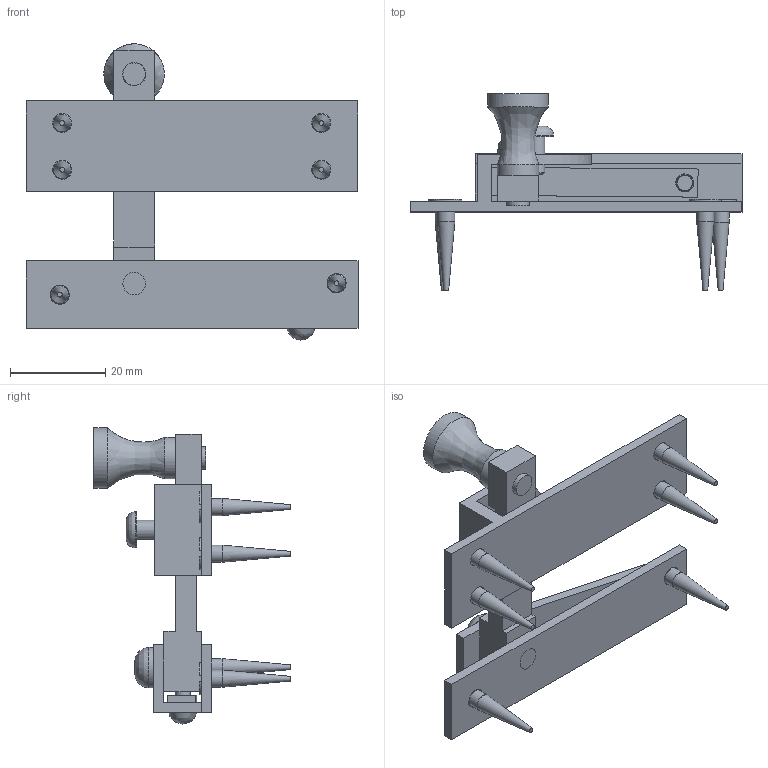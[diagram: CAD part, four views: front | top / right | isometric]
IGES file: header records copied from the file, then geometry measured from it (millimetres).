
Global section: file name: P6278-L; native system: Autodesk Inventor 2018; preprocessor: unknown; author: ashami; date: 20180911.141928; units: millimetre
Bounding box: 69.7 x 41.2 x 62.2 mm (x, y, z)
Volume: 13094.9 mm3; surface area: 13942.9 mm2
Topology: 14 solids, 14 shells, 166 faces, 421 edges, 288 vertices
Faces by surface type: bspline 166
